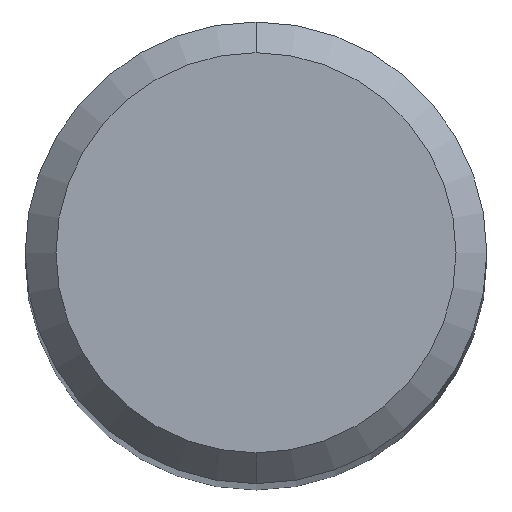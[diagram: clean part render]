
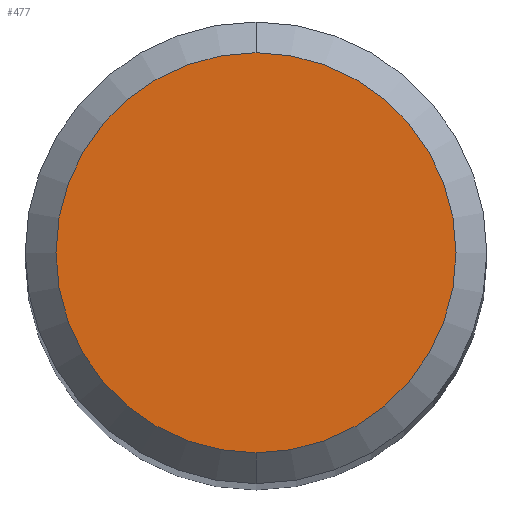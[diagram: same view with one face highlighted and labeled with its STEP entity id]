
A CAD part, top view. The second image highlights one B-rep face of the part: STEP entity #477.
In plain terms, the highlighted planar face has unit normal (0, 0, 1).
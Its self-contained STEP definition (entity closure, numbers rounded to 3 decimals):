
#223=VERTEX_POINT('',#543);
#371=VERTEX_POINT('',#712);
#381=EDGE_CURVE('',#371,#223,#722,.T.);
#465=EDGE_CURVE('',#223,#371,#816,.T.);
#477=ADVANCED_FACE('',(#829),#830,.T.);
#543=CARTESIAN_POINT('',(0.,-2.6,0.0));
#712=CARTESIAN_POINT('',(0.0,2.6,0.0));
#722=CIRCLE('',#1339,2.6);
#816=CIRCLE('',#1474,2.6);
#829=FACE_OUTER_BOUND('',#1488,.T.);
#830=PLANE('',#1489);
#1339=AXIS2_PLACEMENT_3D('',#1736,#1737,#1738);
#1474=AXIS2_PLACEMENT_3D('',#1847,#1848,#1849);
#1488=EDGE_LOOP('',(#1868,#1869));
#1489=AXIS2_PLACEMENT_3D('',#1870,#1871,#1872);
#1736=CARTESIAN_POINT('',(0.0,0.0,0.0));
#1737=DIRECTION('',(0.0,0.0,-1.0));
#1738=DIRECTION('',(0.0,1.0,0.0));
#1847=CARTESIAN_POINT('',(0.0,0.0,0.0));
#1848=DIRECTION('',(0.0,0.0,-1.0));
#1849=DIRECTION('',(0.0,1.0,0.0));
#1868=ORIENTED_EDGE('',*,*,#381,.F.);
#1869=ORIENTED_EDGE('',*,*,#465,.F.);
#1870=CARTESIAN_POINT('',(0.0,1.3,0.0));
#1871=DIRECTION('',(-0.0,0.0,1.0));
#1872=DIRECTION('',(0.0,-1.0,0.0));
